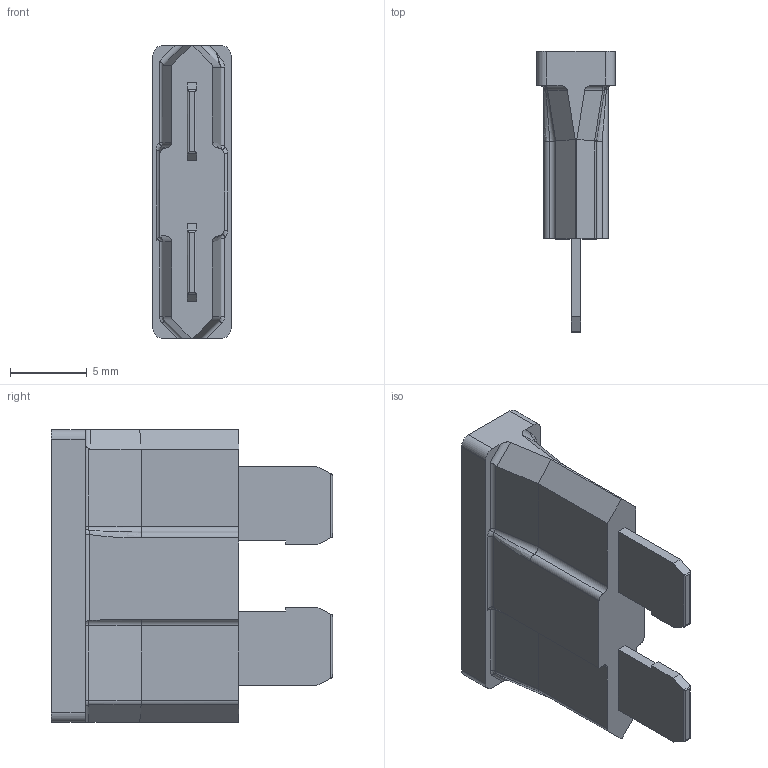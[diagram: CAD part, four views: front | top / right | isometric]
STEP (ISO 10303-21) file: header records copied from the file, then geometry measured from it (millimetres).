
FILE_DESCRIPTION(/* description */ (''),/* implementation_level */ '2;1');
FILE_NAME(/* name */ 'APR-I.stp',/* time_stamp */ '2021-08-28T10:07:06-07:00',/* author */ ('Hani'),/* organization */ (''),/* preprocessor_version */ 'ST-DEVELOPER v17',/* originating_system */ 'Autodesk Inventor 2019',/* authorisation */ '');
FILE_SCHEMA (('AUTOMOTIVE_DESIGN { 1 0 10303 214 3 1 1 }'));
Length unit declared in the file: inch
Products named in the file (1): APR-I
Bounding box: 5.08 x 18.29 x 19.05 mm (x, y, z)
Volume: 836.6 mm3; surface area: 834.6 mm2
Topology: 1 solids, 1 shells, 98 faces, 252 edges, 157 vertices
Faces by surface type: plane 45, cylinder 39, bspline 12, torus 2
Entity records: 3261 total; most frequent: CARTESIAN_POINT 832, ORIENTED_EDGE 502, DIRECTION 500, EDGE_CURVE 251, AXIS2_PLACEMENT_3D 173, VERTEX_POINT 157, LINE 154, VECTOR 154
